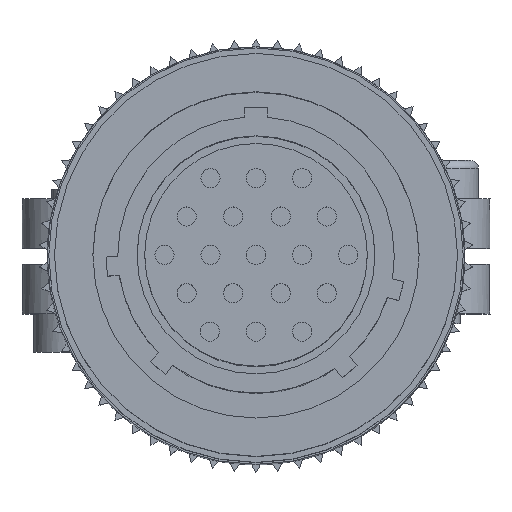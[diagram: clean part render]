
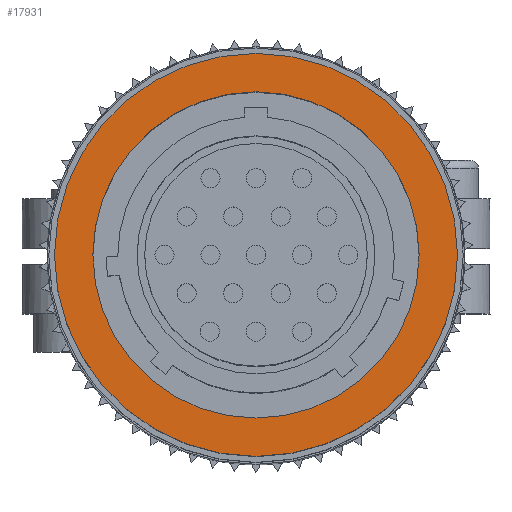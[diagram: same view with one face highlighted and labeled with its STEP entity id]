
A CAD part, top view. The second image highlights one B-rep face of the part: STEP entity #17931.
In plain terms, the highlighted planar face has unit normal (0, 0, 1).
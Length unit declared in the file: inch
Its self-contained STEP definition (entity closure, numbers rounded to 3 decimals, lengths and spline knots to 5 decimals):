
#649 = DIRECTION ( 'NONE',  ( 1., 0., 0. ) ) ;
#1617 = ORIENTED_EDGE ( 'NONE', *, *, #12958, .T. ) ;
#2260 = CARTESIAN_POINT ( 'NONE',  ( 0., 0., 0.75 ) ) ;
#2420 = CIRCLE ( 'NONE', #13882, 0.525 ) ;
#2536 = VERTEX_POINT ( 'NONE', #9001 ) ;
#2606 = EDGE_CURVE ( 'NONE', #3541, #5710, #11237, .T. ) ;
#3206 = CARTESIAN_POINT ( 'NONE',  ( -0.425, 0., 0.75 ) ) ;
#3541 = VERTEX_POINT ( 'NONE', #3206 ) ;
#4000 = DIRECTION ( 'NONE',  ( 1., 0., 0. ) ) ;
#4017 = AXIS2_PLACEMENT_3D ( 'NONE', #9250, #21403, #10977 ) ;
#4296 = DIRECTION ( 'NONE',  ( 0., 0., 1. ) ) ;
#5710 = VERTEX_POINT ( 'NONE', #10896 ) ;
#6037 = CIRCLE ( 'NONE', #4017, 0.525 ) ;
#6671 = AXIS2_PLACEMENT_3D ( 'NONE', #7732, #9483, #21631 ) ;
#7732 = CARTESIAN_POINT ( 'NONE',  ( 0., 0., 0.75 ) ) ;
#9001 = CARTESIAN_POINT ( 'NONE',  ( -0.525, 0., 0.75 ) ) ;
#9139 = ORIENTED_EDGE ( 'NONE', *, *, #10596, .T. ) ;
#9250 = CARTESIAN_POINT ( 'NONE',  ( 0., 0., 0.75 ) ) ;
#9483 = DIRECTION ( 'NONE',  ( 0., 0., 1. ) ) ;
#10596 = EDGE_CURVE ( 'NONE', #20656, #2536, #6037, .T. ) ;
#10896 = CARTESIAN_POINT ( 'NONE',  ( 0.425, 0., 0.75 ) ) ;
#10977 = DIRECTION ( 'NONE',  ( 1., 0., 0. ) ) ;
#11013 = DIRECTION ( 'NONE',  ( 0., 0., 1. ) ) ;
#11237 = CIRCLE ( 'NONE', #20484, 0.425 ) ;
#11433 = EDGE_LOOP ( 'NONE', ( #15379, #13326 ) ) ;
#11581 = EDGE_CURVE ( 'NONE', #5710, #3541, #14727, .T. ) ;
#12958 = EDGE_CURVE ( 'NONE', #2536, #20656, #2420, .T. ) ;
#13209 = AXIS2_PLACEMENT_3D ( 'NONE', #21435, #11013, #649 ) ;
#13326 = ORIENTED_EDGE ( 'NONE', *, *, #11581, .F. ) ;
#13882 = AXIS2_PLACEMENT_3D ( 'NONE', #14716, #4296, #16437 ) ;
#14417 = DIRECTION ( 'NONE',  ( 0., 0., 1. ) ) ;
#14716 = CARTESIAN_POINT ( 'NONE',  ( 0., 0., 0.75 ) ) ;
#14727 = CIRCLE ( 'NONE', #13209, 0.425 ) ;
#15379 = ORIENTED_EDGE ( 'NONE', *, *, #2606, .F. ) ;
#15477 = EDGE_LOOP ( 'NONE', ( #1617, #9139 ) ) ;
#16096 = FACE_BOUND ( 'NONE', #11433, .T. ) ;
#16437 = DIRECTION ( 'NONE',  ( 1., 0., 0. ) ) ;
#17931 = ADVANCED_FACE ( 'NONE', ( #20726, #16096 ), #19869, .T. ) ;
#19869 = PLANE ( 'NONE',  #6671 ) ;
#20484 = AXIS2_PLACEMENT_3D ( 'NONE', #2260, #14417, #4000 ) ;
#20656 = VERTEX_POINT ( 'NONE', #22334 ) ;
#20726 = FACE_OUTER_BOUND ( 'NONE', #15477, .T. ) ;
#21403 = DIRECTION ( 'NONE',  ( 0., 0., 1. ) ) ;
#21435 = CARTESIAN_POINT ( 'NONE',  ( 0., 0., 0.75 ) ) ;
#21631 = DIRECTION ( 'NONE',  ( 1., 0., 0. ) ) ;
#22334 = CARTESIAN_POINT ( 'NONE',  ( 0.525, 0., 0.75 ) ) ;
